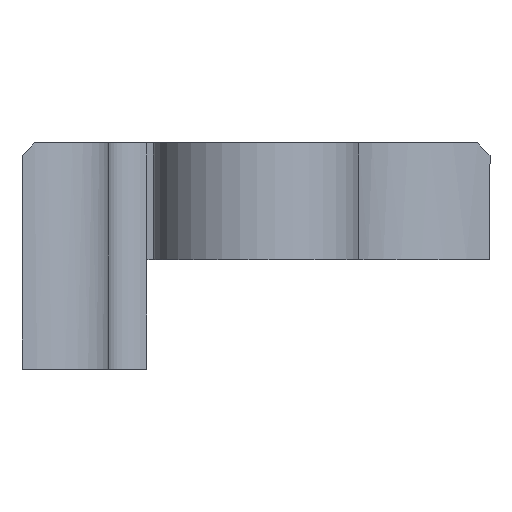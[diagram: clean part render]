
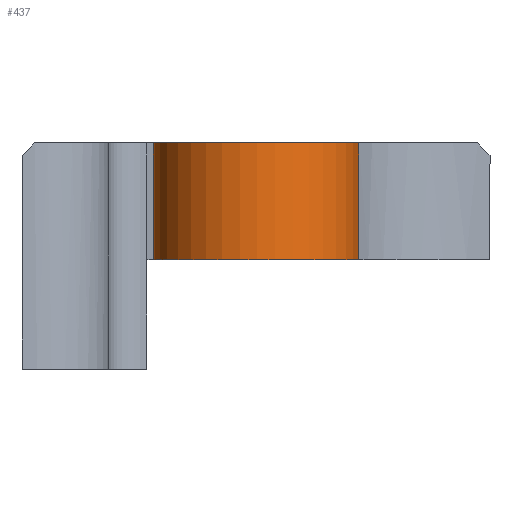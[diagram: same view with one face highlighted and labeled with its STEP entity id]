
A CAD part, left-side view. The second image highlights one B-rep face of the part: STEP entity #437.
In plain terms, the highlighted cylindrical face has radius 3.3 mm (diameter 6.6 mm), a partial arc.
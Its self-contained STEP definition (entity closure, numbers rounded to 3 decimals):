
#20 = CARTESIAN_POINT ( 'NONE',  ( -89.907, 4.949, 0. ) ) ;
#70 = EDGE_CURVE ( 'NONE', #335, #733, #628, .T. ) ;
#125 = AXIS2_PLACEMENT_3D ( 'NONE', #796, #974, #812 ) ;
#158 = EDGE_CURVE ( 'NONE', #335, #367, #685, .T. ) ;
#183 = DIRECTION ( 'NONE',  ( 1., 0., 0. ) ) ;
#272 = DIRECTION ( 'NONE',  ( 0., 0., -1. ) ) ;
#278 = CYLINDRICAL_SURFACE ( 'NONE', #653, 3.3 ) ;
#298 = CARTESIAN_POINT ( 'NONE',  ( -90.82, 10.582, 3.75 ) ) ;
#319 = CIRCLE ( 'NONE', #538, 3.3 ) ;
#335 = VERTEX_POINT ( 'NONE', #298 ) ;
#347 = DIRECTION ( 'NONE',  ( 0., 0., -1. ) ) ;
#367 = VERTEX_POINT ( 'NONE', #909 ) ;
#374 = ORIENTED_EDGE ( 'NONE', *, *, #665, .T. ) ;
#437 = ADVANCED_FACE ( 'NONE', ( #710 ), #278, .T. ) ;
#444 = CARTESIAN_POINT ( 'NONE',  ( -92., 7.5, 0. ) ) ;
#500 = VERTEX_POINT ( 'NONE', #20 ) ;
#506 = EDGE_LOOP ( 'NONE', ( #374, #1102, #508, #509 ) ) ;
#508 = ORIENTED_EDGE ( 'NONE', *, *, #70, .F. ) ;
#509 = ORIENTED_EDGE ( 'NONE', *, *, #158, .T. ) ;
#538 = AXIS2_PLACEMENT_3D ( 'NONE', #444, #716, #1062 ) ;
#628 = CIRCLE ( 'NONE', #125, 3.3 ) ;
#632 = CARTESIAN_POINT ( 'NONE',  ( -92., 7.5, 7.25 ) ) ;
#653 = AXIS2_PLACEMENT_3D ( 'NONE', #632, #272, #183 ) ;
#665 = EDGE_CURVE ( 'NONE', #367, #500, #319, .T. ) ;
#685 = LINE ( 'NONE', #1028, #765 ) ;
#710 = FACE_OUTER_BOUND ( 'NONE', #506, .T. ) ;
#716 = DIRECTION ( 'NONE',  ( 0., 0., 1. ) ) ;
#733 = VERTEX_POINT ( 'NONE', #960 ) ;
#760 = EDGE_CURVE ( 'NONE', #733, #500, #798, .T. ) ;
#765 = VECTOR ( 'NONE', #861, 1000. ) ;
#796 = CARTESIAN_POINT ( 'NONE',  ( -92., 7.5, 3.75 ) ) ;
#798 = LINE ( 'NONE', #1144, #988 ) ;
#812 = DIRECTION ( 'NONE',  ( 1., 0., 0. ) ) ;
#861 = DIRECTION ( 'NONE',  ( 0., 0., -1. ) ) ;
#909 = CARTESIAN_POINT ( 'NONE',  ( -90.82, 10.582, 0. ) ) ;
#960 = CARTESIAN_POINT ( 'NONE',  ( -89.907, 4.949, 3.75 ) ) ;
#974 = DIRECTION ( 'NONE',  ( 0., 0., 1. ) ) ;
#988 = VECTOR ( 'NONE', #347, 1000. ) ;
#1028 = CARTESIAN_POINT ( 'NONE',  ( -90.82, 10.582, 7.25 ) ) ;
#1062 = DIRECTION ( 'NONE',  ( 1., 0., 0. ) ) ;
#1102 = ORIENTED_EDGE ( 'NONE', *, *, #760, .F. ) ;
#1144 = CARTESIAN_POINT ( 'NONE',  ( -89.907, 4.949, 7.25 ) ) ;
